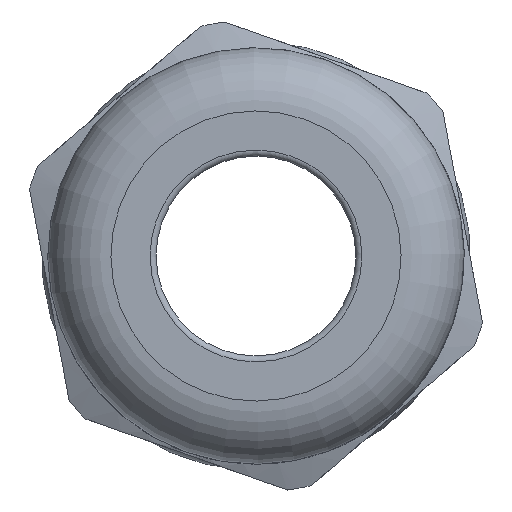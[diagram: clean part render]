
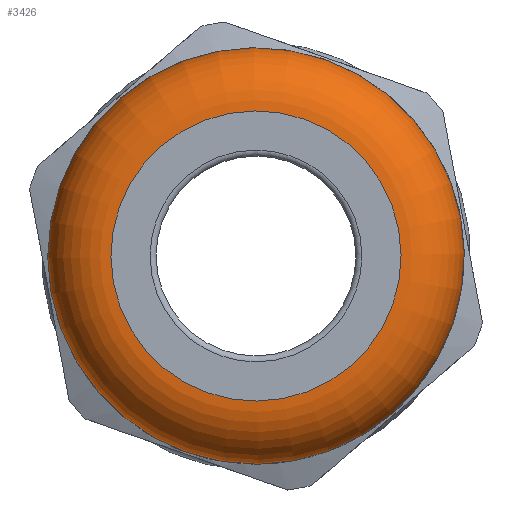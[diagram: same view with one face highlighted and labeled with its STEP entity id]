
A CAD part, left-side view. The second image highlights one B-rep face of the part: STEP entity #3426.
In plain terms, the highlighted toroidal (fillet/blend) face has major radius 4.83 mm and minor radius 2.1 mm.
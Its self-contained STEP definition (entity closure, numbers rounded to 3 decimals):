
#701=FACE_BOUND('',#1000,.T.);
#772=FACE_OUTER_BOUND('',#999,.T.);
#999=EDGE_LOOP('',(#2464));
#1000=EDGE_LOOP('',(#2465));
#1236=CIRCLE('',#3672,4.83);
#1254=CIRCLE('',#3710,6.93);
#1480=VERTEX_POINT('',#5247);
#1516=VERTEX_POINT('',#6321);
#1835=EDGE_CURVE('',#1480,#1480,#1236,.T.);
#1888=EDGE_CURVE('',#1516,#1516,#1254,.T.);
#2464=ORIENTED_EDGE('',*,*,#1888,.F.);
#2465=ORIENTED_EDGE('',*,*,#1835,.T.);
#3377=TOROIDAL_SURFACE('',#3709,4.83,2.1);
#3426=ADVANCED_FACE('',(#772,#701),#3377,.T.);
#3672=AXIS2_PLACEMENT_3D('',#5248,#4155,#4156);
#3709=AXIS2_PLACEMENT_3D('',#6320,#4244,#4245);
#3710=AXIS2_PLACEMENT_3D('',#6322,#4246,#4247);
#4155=DIRECTION('center_axis',(1.,0.,0.));
#4156=DIRECTION('ref_axis',(0.,0.,-1.));
#4244=DIRECTION('center_axis',(1.,0.,0.));
#4245=DIRECTION('ref_axis',(0.,0.,-1.));
#4246=DIRECTION('center_axis',(1.,0.,0.));
#4247=DIRECTION('ref_axis',(0.,0.,-1.));
#5247=CARTESIAN_POINT('',(-12.95,4.83,0.));
#5248=CARTESIAN_POINT('Origin',(-12.95,0.,0.));
#6320=CARTESIAN_POINT('Origin',(-10.85,0.,0.));
#6321=CARTESIAN_POINT('',(-10.85,6.93,0.));
#6322=CARTESIAN_POINT('Origin',(-10.85,0.,0.));
